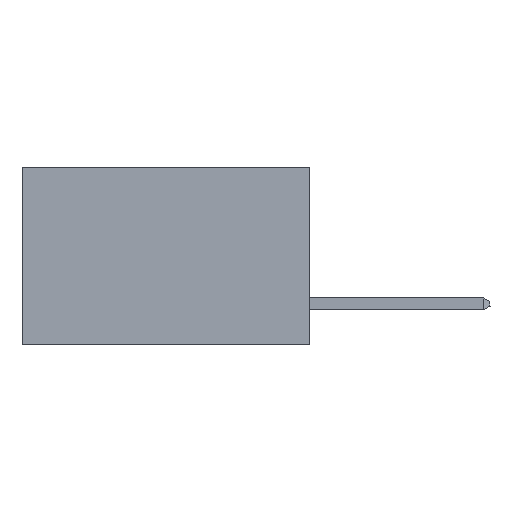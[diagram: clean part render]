
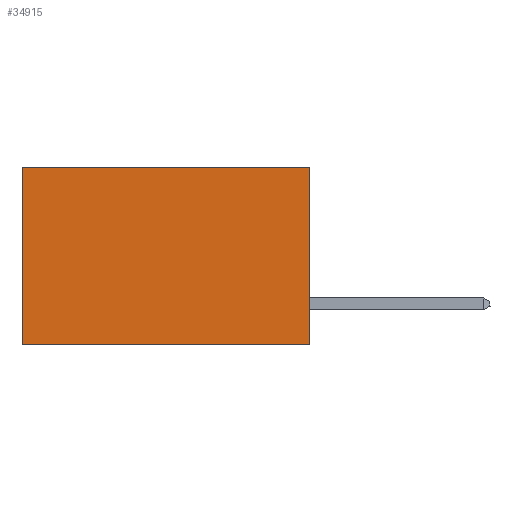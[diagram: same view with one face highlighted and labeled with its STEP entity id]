
A CAD part, left-side view. The second image highlights one B-rep face of the part: STEP entity #34915.
In plain terms, the highlighted planar face has unit normal (-1, 0, 0).
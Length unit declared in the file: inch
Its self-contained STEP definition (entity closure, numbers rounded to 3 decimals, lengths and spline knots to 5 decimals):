
#3182 = VECTOR ( 'NONE', #31640, 39.37008 ) ;
#4953 = DIRECTION ( 'NONE',  ( 0., 0., -1. ) ) ;
#6951 = CARTESIAN_POINT ( 'NONE',  ( 0.2875, 0., -0.37 ) ) ;
#7381 = DIRECTION ( 'NONE',  ( 0., 0., -1. ) ) ;
#8403 = CARTESIAN_POINT ( 'NONE',  ( 0.2875, 0.6, 0. ) ) ;
#8624 = DIRECTION ( 'NONE',  ( 0., 1., 0. ) ) ;
#8775 = ORIENTED_EDGE ( 'NONE', *, *, #15853, .F. ) ;
#9941 = CARTESIAN_POINT ( 'NONE',  ( 0.2875, 0., 0. ) ) ;
#10546 = VECTOR ( 'NONE', #7381, 39.37008 ) ;
#13527 = LINE ( 'NONE', #39138, #3182 ) ;
#15853 = EDGE_CURVE ( 'NONE', #23961, #27044, #41913, .T. ) ;
#17519 = CARTESIAN_POINT ( 'NONE',  ( 0.2875, 0.6, -0.37 ) ) ;
#19567 = CARTESIAN_POINT ( 'NONE',  ( 0.2875, 0., -0.37 ) ) ;
#20132 = EDGE_CURVE ( 'NONE', #28576, #27044, #13527, .T. ) ;
#23241 = AXIS2_PLACEMENT_3D ( 'NONE', #38225, #46062, #4953 ) ;
#23961 = VERTEX_POINT ( 'NONE', #19567 ) ;
#24245 = ORIENTED_EDGE ( 'NONE', *, *, #20132, .T. ) ;
#25535 = EDGE_CURVE ( 'NONE', #38719, #23961, #30346, .T. ) ;
#26828 = ORIENTED_EDGE ( 'NONE', *, *, #25535, .F. ) ;
#26941 = CARTESIAN_POINT ( 'NONE',  ( 0.2875, 0., 0. ) ) ;
#27044 = VERTEX_POINT ( 'NONE', #17519 ) ;
#28576 = VERTEX_POINT ( 'NONE', #8403 ) ;
#29773 = CARTESIAN_POINT ( 'NONE',  ( 0.2875, 0., 0. ) ) ;
#30346 = LINE ( 'NONE', #29773, #10546 ) ;
#30853 = VECTOR ( 'NONE', #44166, 39.37008 ) ;
#31457 = EDGE_LOOP ( 'NONE', ( #24245, #8775, #26828, #41601 ) ) ;
#31640 = DIRECTION ( 'NONE',  ( 0., 0., -1. ) ) ;
#33504 = PLANE ( 'NONE',  #23241 ) ;
#34915 = ADVANCED_FACE ( 'NONE', ( #38893 ), #33504, .F. ) ;
#38225 = CARTESIAN_POINT ( 'NONE',  ( 0.2875, 0., 0. ) ) ;
#38719 = VERTEX_POINT ( 'NONE', #9941 ) ;
#38893 = FACE_OUTER_BOUND ( 'NONE', #31457, .T. ) ;
#39138 = CARTESIAN_POINT ( 'NONE',  ( 0.2875, 0.6, 0. ) ) ;
#39177 = EDGE_CURVE ( 'NONE', #38719, #28576, #40840, .T. ) ;
#40840 = LINE ( 'NONE', #26941, #41989 ) ;
#41601 = ORIENTED_EDGE ( 'NONE', *, *, #39177, .T. ) ;
#41913 = LINE ( 'NONE', #6951, #30853 ) ;
#41989 = VECTOR ( 'NONE', #8624, 39.37008 ) ;
#44166 = DIRECTION ( 'NONE',  ( 0., 1., 0. ) ) ;
#46062 = DIRECTION ( 'NONE',  ( 1., 0., 0. ) ) ;
